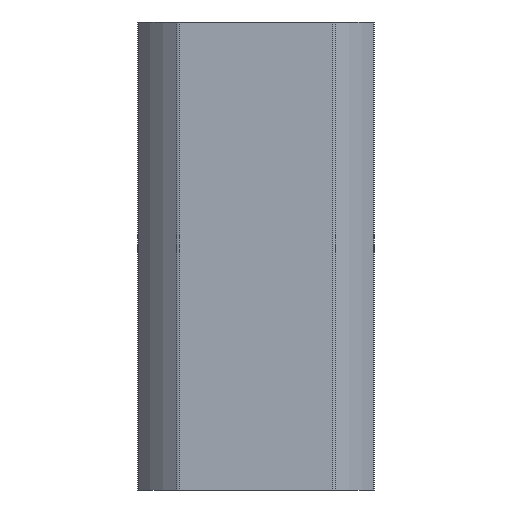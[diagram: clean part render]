
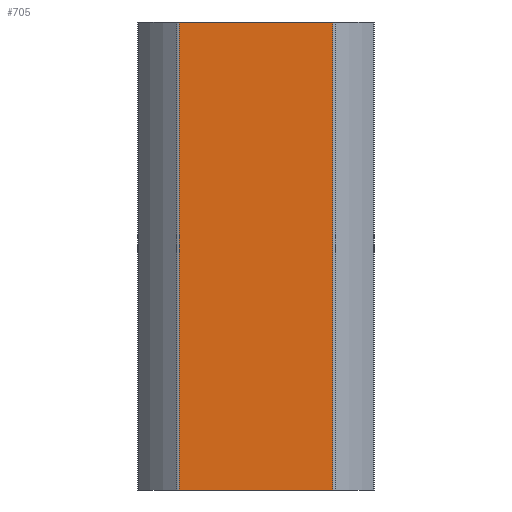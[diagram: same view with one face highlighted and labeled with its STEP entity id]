
A CAD part, left-side view. The second image highlights one B-rep face of the part: STEP entity #705.
In plain terms, the highlighted planar face has unit normal (-1, 0, 0).
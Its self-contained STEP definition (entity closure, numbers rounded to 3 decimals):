
#51 = VECTOR ( 'NONE', #1157, 1000. ) ;
#75 = VERTEX_POINT ( 'NONE', #190 ) ;
#118 = ORIENTED_EDGE ( 'NONE', *, *, #432, .T. ) ;
#140 = VECTOR ( 'NONE', #1249, 1000. ) ;
#190 = CARTESIAN_POINT ( 'NONE',  ( -3.18, -2.06, 6.3 ) ) ;
#195 = EDGE_LOOP ( 'NONE', ( #519, #1037, #590, #118 ) ) ;
#218 = VERTEX_POINT ( 'NONE', #1196 ) ;
#222 = FACE_OUTER_BOUND ( 'NONE', #195, .T. ) ;
#252 = VERTEX_POINT ( 'NONE', #1007 ) ;
#263 = VECTOR ( 'NONE', #1131, 1000. ) ;
#268 = DIRECTION ( 'NONE',  ( 0., 0., -1. ) ) ;
#361 = AXIS2_PLACEMENT_3D ( 'NONE', #926, #1046, #741 ) ;
#432 = EDGE_CURVE ( 'NONE', #829, #75, #876, .T. ) ;
#453 = EDGE_CURVE ( 'NONE', #252, #218, #1210, .T. ) ;
#519 = ORIENTED_EDGE ( 'NONE', *, *, #939, .F. ) ;
#590 = ORIENTED_EDGE ( 'NONE', *, *, #911, .T. ) ;
#652 = CARTESIAN_POINT ( 'NONE',  ( -3.18, -2.06, 6.3 ) ) ;
#705 = ADVANCED_FACE ( 'NONE', ( #222 ), #1034, .F. ) ;
#741 = DIRECTION ( 'NONE',  ( 0., 0., -1. ) ) ;
#744 = CARTESIAN_POINT ( 'NONE',  ( -3.18, 2.06, 6.3 ) ) ;
#787 = CARTESIAN_POINT ( 'NONE',  ( -3.18, -2.06, -6.3 ) ) ;
#829 = VERTEX_POINT ( 'NONE', #787 ) ;
#876 = LINE ( 'NONE', #652, #140 ) ;
#911 = EDGE_CURVE ( 'NONE', #218, #829, #1009, .T. ) ;
#926 = CARTESIAN_POINT ( 'NONE',  ( -3.18, 2.098, 6.3 ) ) ;
#935 = CARTESIAN_POINT ( 'NONE',  ( -3.18, 2.098, 6.3 ) ) ;
#939 = EDGE_CURVE ( 'NONE', #252, #75, #1062, .T. ) ;
#1007 = CARTESIAN_POINT ( 'NONE',  ( -3.18, 2.06, 6.3 ) ) ;
#1009 = LINE ( 'NONE', #1020, #263 ) ;
#1020 = CARTESIAN_POINT ( 'NONE',  ( -3.18, 2.098, -6.3 ) ) ;
#1034 = PLANE ( 'NONE',  #361 ) ;
#1037 = ORIENTED_EDGE ( 'NONE', *, *, #453, .T. ) ;
#1046 = DIRECTION ( 'NONE',  ( 1., 0., 0. ) ) ;
#1062 = LINE ( 'NONE', #935, #51 ) ;
#1131 = DIRECTION ( 'NONE',  ( 0., -1., 0. ) ) ;
#1157 = DIRECTION ( 'NONE',  ( 0., -1., 0. ) ) ;
#1161 = VECTOR ( 'NONE', #268, 1000. ) ;
#1196 = CARTESIAN_POINT ( 'NONE',  ( -3.18, 2.06, -6.3 ) ) ;
#1210 = LINE ( 'NONE', #744, #1161 ) ;
#1249 = DIRECTION ( 'NONE',  ( 0., 0., 1. ) ) ;
